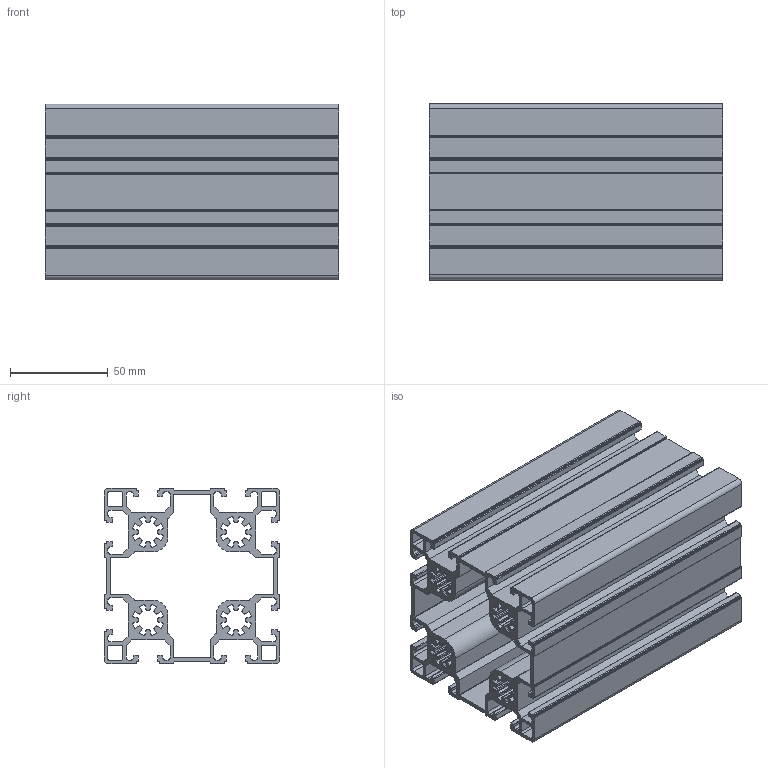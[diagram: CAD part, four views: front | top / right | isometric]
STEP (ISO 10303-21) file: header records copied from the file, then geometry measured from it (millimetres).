
FILE_DESCRIPTION (( 'STEP AP203' ), '1' );
FILE_NAME ('WF8_LCF10-9090-150.STEP', '2020-07-23T06:36:23', ( '个人用户' ), ( '微软中国' ), 'SwSTEP 2.0', 'SolidWorks 2018', '' );
FILE_SCHEMA (( 'CONFIG_CONTROL_DESIGN' ));
Length unit declared in the file: millimetre
Products named in the file (1): WF8_LCF10-9090-150
Bounding box: 150 x 90 x 90 mm (x, y, z)
Volume: 304624.7 mm3; surface area: 233958.5 mm2
Topology: 1 solids, 1 shells, 670 faces, 2004 edges, 1336 vertices
Faces by surface type: cylinder 396, plane 274
Entity records: 22973 total; most frequent: DIRECTION 4138, CARTESIAN_POINT 4011, ORIENTED_EDGE 4008, EDGE_CURVE 2004, AXIS2_PLACEMENT_3D 1463, VERTEX_POINT 1336, LINE 1212, VECTOR 1212
